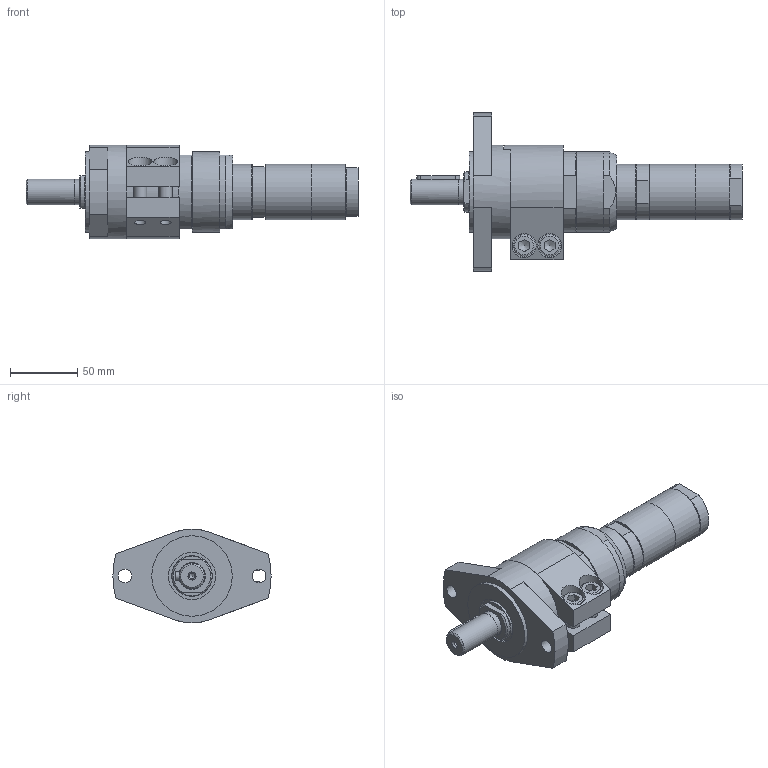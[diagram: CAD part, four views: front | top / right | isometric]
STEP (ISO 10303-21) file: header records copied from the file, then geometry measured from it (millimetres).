
FILE_DESCRIPTION(/* description */ (''),/* implementation_level */ '2;1');
FILE_NAME(/* name */ 'MUD 23-55 F100_60031727.stp',/* time_stamp */ '2018-10-11T08:40:55+02:00',/* author */ ('flambert'),/* organization */ (''),/* preprocessor_version */ 'ST-DEVELOPER v17',/* originating_system */ 'Autodesk Inventor 2018',/* authorisation */ '');
FILE_SCHEMA (('AUTOMOTIVE_DESIGN { 1 0 10303 214 3 1 1 }'));
Length unit declared in the file: millimetre
Products named in the file (1): MUD 23-55 F100_60031727
Bounding box: 247.5 x 118 x 70 mm (x, y, z)
Volume: 566541.9 mm3; surface area: 70755 mm2
Topology: 1 solids, 49 shells, 549 faces, 1279 edges, 854 vertices
Faces by surface type: cylinder 252, plane 241, cone 43, bspline 7, torus 6
Full cylindrical faces by diameter (mm): 4.134 x1, 8.376 x2, 10 x2, 10.3 x2, 10.5 x2, 11.445 x3, 16 x2, 18 x2, 18.8 x1, 19 x1, 29.95 x1, 35 x1, 37.167 x1, 40 x1, 41.5 x3, 42 x1, 55.178 x1, 60 x2, 70 x1
Entity records: 16456 total; most frequent: CARTESIAN_POINT 3033, DIRECTION 2877, ORIENTED_EDGE 2552, EDGE_CURVE 1276, AXIS2_PLACEMENT_3D 1156, VERTEX_POINT 854, CIRCLE 609, EDGE_LOOP 590
